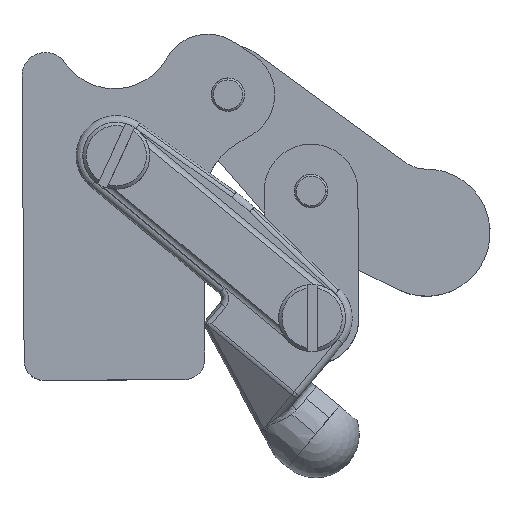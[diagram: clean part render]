
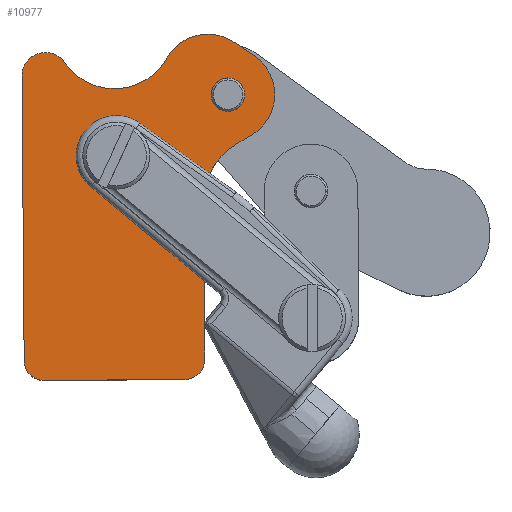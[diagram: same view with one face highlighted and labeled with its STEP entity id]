
A CAD part, top view. The second image highlights one B-rep face of the part: STEP entity #10977.
In plain terms, the highlighted planar face has unit normal (0, 0, 1).
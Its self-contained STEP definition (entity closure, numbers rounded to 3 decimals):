
#234=CARTESIAN_POINT('',(20.603,-18.287,1.37));
#235=VERTEX_POINT('',#234);
#252=CARTESIAN_POINT('',(15.604,-18.324,1.37));
#253=VERTEX_POINT('',#252);
#260=CARTESIAN_POINT('',(18.103,-18.305,1.37));
#261=DIRECTION('',(0.,0.,-1.));
#262=DIRECTION('',(1.,0.008,0.));
#263=AXIS2_PLACEMENT_3D('',#260,#261,#262);
#264=CIRCLE('',#263,2.5);
#265=EDGE_CURVE('',#235,#253,#264,.T.);
#5679=CARTESIAN_POINT('',(14.481,-35.183,1.37));
#5680=VERTEX_POINT('',#5679);
#5687=CARTESIAN_POINT('',(15.399,-30.079,1.37));
#5688=VERTEX_POINT('',#5687);
#5853=CARTESIAN_POINT('',(9.138,-41.626,1.37));
#5854=VERTEX_POINT('',#5853);
#5862=CARTESIAN_POINT('',(14.481,-35.183,1.37));
#5863=DIRECTION('',(-0.638,-0.77,0.));
#5864=VECTOR('',#5863,8.37);
#5865=LINE('',#5862,#5864);
#5866=EDGE_CURVE('',#5680,#5854,#5865,.T.);
#6563=CARTESIAN_POINT('',(14.613,-52.624,1.37));
#6564=VERTEX_POINT('',#6563);
#7542=CARTESIAN_POINT('',(-2.408,-32.05,1.37));
#7543=VERTEX_POINT('',#7542);
#7550=CARTESIAN_POINT('',(9.138,-41.626,1.37));
#7551=DIRECTION('',(-0.77,0.638,0.));
#7552=VECTOR('',#7551,15.);
#7553=LINE('',#7550,#7552);
#7554=EDGE_CURVE('',#5854,#7543,#7553,.T.);
#9808=CARTESIAN_POINT('',(4.921,-22.558,1.37));
#9809=VERTEX_POINT('',#9808);
#9816=CARTESIAN_POINT('',(1.422,-27.432,1.37));
#9817=DIRECTION('',(0.,0.,-1.0));
#9818=DIRECTION('',(0.638,0.77,0.));
#9819=AXIS2_PLACEMENT_3D('',#9816,#9817,#9818);
#9820=CIRCLE('',#9819,6.);
#9821=EDGE_CURVE('',#7543,#9809,#9820,.T.);
#10799=CARTESIAN_POINT('',(4.921,-22.558,1.37));
#10800=DIRECTION('',(0.812,-0.583,0.));
#10801=VECTOR('',#10800,12.898);
#10802=LINE('',#10799,#10801);
#10803=EDGE_CURVE('',#9809,#5688,#10802,.T.);
#10831=CARTESIAN_POINT('',(14.653,-57.833,1.37));
#10832=VERTEX_POINT('',#10831);
#10833=CARTESIAN_POINT('',(14.613,-52.624,1.37));
#10834=DIRECTION('',(0.008,-1.,0.));
#10835=VECTOR('',#10834,5.209);
#10836=LINE('',#10833,#10835);
#10837=EDGE_CURVE('',#6564,#10832,#10836,.T.);
#10856=CARTESIAN_POINT('',(3.473,-34.283,1.37));
#10857=DIRECTION('',(0.0,0.0,1.0));
#10858=DIRECTION('',(1.,0.008,0.0));
#10859=AXIS2_PLACEMENT_3D('',#10856,#10857,#10858);
#10860=PLANE('',#10859);
#10861=ORIENTED_EDGE('',*,*,#5866,.T.);
#10862=ORIENTED_EDGE('',*,*,#7554,.T.);
#10863=ORIENTED_EDGE('',*,*,#9821,.T.);
#10864=ORIENTED_EDGE('',*,*,#10803,.T.);
#10865=CARTESIAN_POINT('',(19.409,-25.657,1.37));
#10866=VERTEX_POINT('',#10865);
#10867=CARTESIAN_POINT('',(24.475,-34.279,1.37));
#10868=DIRECTION('',(0.,0.,1.));
#10869=DIRECTION('',(0.507,-0.862,0.));
#10870=AXIS2_PLACEMENT_3D('',#10867,#10868,#10869);
#10871=CIRCLE('',#10870,10.0);
#10872=EDGE_CURVE('',#10866,#5688,#10871,.T.);
#10873=ORIENTED_EDGE('',*,*,#10872,.F.);
#10874=CARTESIAN_POINT('',(21.649,-24.341,1.37));
#10875=VERTEX_POINT('',#10874);
#10876=CARTESIAN_POINT('',(21.649,-24.341,1.37));
#10877=DIRECTION('',(-0.862,-0.507,0.));
#10878=VECTOR('',#10877,2.598);
#10879=LINE('',#10876,#10878);
#10880=EDGE_CURVE('',#10875,#10866,#10879,.T.);
#10881=ORIENTED_EDGE('',*,*,#10880,.F.);
#10882=CARTESIAN_POINT('',(22.025,-12.507,1.37));
#10883=VERTEX_POINT('',#10882);
#10884=CARTESIAN_POINT('',(18.103,-18.305,1.37));
#10885=DIRECTION('',(0.,0.,-1.));
#10886=DIRECTION('',(0.507,-0.862,0.));
#10887=AXIS2_PLACEMENT_3D('',#10884,#10885,#10886);
#10888=CIRCLE('',#10887,7.);
#10889=EDGE_CURVE('',#10883,#10875,#10888,.T.);
#10890=ORIENTED_EDGE('',*,*,#10889,.F.);
#10891=CARTESIAN_POINT('',(19.008,-10.467,1.37));
#10892=VERTEX_POINT('',#10891);
#10893=CARTESIAN_POINT('',(19.008,-10.467,1.37));
#10894=DIRECTION('',(0.828,-0.56,0.));
#10895=VECTOR('',#10894,3.642);
#10896=LINE('',#10893,#10895);
#10897=EDGE_CURVE('',#10892,#10883,#10896,.T.);
#10898=ORIENTED_EDGE('',*,*,#10897,.F.);
#10899=CARTESIAN_POINT('',(8.982,-12.839,1.37));
#10900=VERTEX_POINT('',#10899);
#10901=CARTESIAN_POINT('',(15.087,-16.265,1.37));
#10902=DIRECTION('',(0.,0.,-1.0));
#10903=DIRECTION('',(0.56,0.828,0.));
#10904=AXIS2_PLACEMENT_3D('',#10901,#10902,#10903);
#10905=CIRCLE('',#10904,7.);
#10906=EDGE_CURVE('',#10900,#10892,#10905,.T.);
#10907=ORIENTED_EDGE('',*,*,#10906,.F.);
#10908=CARTESIAN_POINT('',(-6.284,-13.53,1.37));
#10909=VERTEX_POINT('',#10908);
#10910=CARTESIAN_POINT('',(1.134,-8.434,1.37));
#10911=DIRECTION('',(0.,0.,1.));
#10912=DIRECTION('',(0.824,0.566,0.));
#10913=AXIS2_PLACEMENT_3D('',#10910,#10911,#10912);
#10914=CIRCLE('',#10913,9.0);
#10915=EDGE_CURVE('',#10909,#10900,#10914,.T.);
#10916=ORIENTED_EDGE('',*,*,#10915,.F.);
#10917=CARTESIAN_POINT('',(-12.668,-15.538,1.37));
#10918=VERTEX_POINT('',#10917);
#10919=CARTESIAN_POINT('',(-9.168,-15.512,1.37));
#10920=DIRECTION('',(0.,0.,-1.));
#10921=DIRECTION('',(0.824,0.566,0.));
#10922=AXIS2_PLACEMENT_3D('',#10919,#10920,#10921);
#10923=CIRCLE('',#10922,3.5);
#10924=EDGE_CURVE('',#10918,#10909,#10923,.T.);
#10925=ORIENTED_EDGE('',*,*,#10924,.F.);
#10926=CARTESIAN_POINT('',(-12.346,-58.037,1.37));
#10927=VERTEX_POINT('',#10926);
#10928=CARTESIAN_POINT('',(-12.346,-58.037,1.37));
#10929=DIRECTION('',(-0.008,1.,0.0));
#10930=VECTOR('',#10929,42.5);
#10931=LINE('',#10928,#10930);
#10932=EDGE_CURVE('',#10927,#10918,#10931,.T.);
#10933=ORIENTED_EDGE('',*,*,#10932,.F.);
#10934=CARTESIAN_POINT('',(-9.324,-61.014,1.37));
#10935=VERTEX_POINT('',#10934);
#10936=CARTESIAN_POINT('',(-9.347,-58.015,1.37));
#10937=DIRECTION('',(0.,0.,-1.0));
#10938=DIRECTION('',(-1.,-0.008,0.));
#10939=AXIS2_PLACEMENT_3D('',#10936,#10937,#10938);
#10940=CIRCLE('',#10939,3.);
#10941=EDGE_CURVE('',#10935,#10927,#10940,.T.);
#10942=ORIENTED_EDGE('',*,*,#10941,.F.);
#10943=CARTESIAN_POINT('',(11.676,-60.855,1.37));
#10944=VERTEX_POINT('',#10943);
#10945=CARTESIAN_POINT('',(11.676,-60.855,1.37));
#10946=DIRECTION('',(-1.,-0.008,0.));
#10947=VECTOR('',#10946,21.);
#10948=LINE('',#10945,#10947);
#10949=EDGE_CURVE('',#10944,#10935,#10948,.T.);
#10950=ORIENTED_EDGE('',*,*,#10949,.F.);
#10951=CARTESIAN_POINT('',(11.653,-57.855,1.37));
#10952=DIRECTION('',(0.,0.,-1.0));
#10953=DIRECTION('',(0.008,-1.,0.));
#10954=AXIS2_PLACEMENT_3D('',#10951,#10952,#10953);
#10955=CIRCLE('',#10954,3.);
#10956=EDGE_CURVE('',#10832,#10944,#10955,.T.);
#10957=ORIENTED_EDGE('',*,*,#10956,.F.);
#10958=ORIENTED_EDGE('',*,*,#10837,.F.);
#10959=CARTESIAN_POINT('',(14.481,-35.183,1.37));
#10960=DIRECTION('',(0.008,-1.,0.));
#10961=VECTOR('',#10960,17.441);
#10962=LINE('',#10959,#10961);
#10963=EDGE_CURVE('',#5680,#6564,#10962,.T.);
#10964=ORIENTED_EDGE('',*,*,#10963,.F.);
#10965=EDGE_LOOP('',(#10861,#10862,#10863,#10864,#10873,#10881,#10890,#10898,#10907,#10916,#10925,#10933,#10942,#10950,#10957,#10958,#10964));
#10966=FACE_OUTER_BOUND('',#10965,.T.);
#10967=ORIENTED_EDGE('',*,*,#265,.T.);
#10968=CARTESIAN_POINT('',(18.103,-18.305,1.37));
#10969=DIRECTION('',(0.,0.,-1.));
#10970=DIRECTION('',(1.,0.008,0.));
#10971=AXIS2_PLACEMENT_3D('',#10968,#10969,#10970);
#10972=CIRCLE('',#10971,2.5);
#10973=EDGE_CURVE('',#253,#235,#10972,.T.);
#10974=ORIENTED_EDGE('',*,*,#10973,.T.);
#10975=EDGE_LOOP('',(#10967,#10974));
#10976=FACE_BOUND('',#10975,.T.);
#10977=ADVANCED_FACE('',(#10966,#10976),#10860,.T.);
